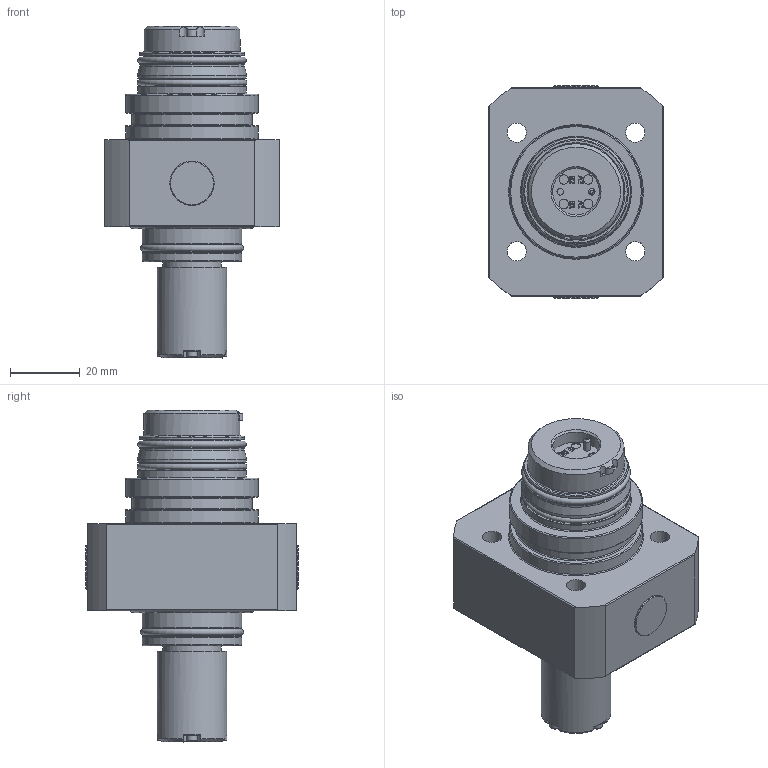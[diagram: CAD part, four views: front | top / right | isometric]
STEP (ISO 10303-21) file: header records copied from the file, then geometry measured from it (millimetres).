
FILE_DESCRIPTION(/* description */ (''),/* implementation_level */ '2;1');
FILE_NAME(/* name */ 'TrustLink API Optical FCR.stp',/* time_stamp */ '2015-11-11T14:06:42+01:00',/* author */ ('sh'),/* organization */ (''),/* preprocessor_version */ 'ST-DEVELOPER v15.2',/* originating_system */ 'Autodesk Inventor 2014',/* authorisation */ '');
FILE_SCHEMA (('AUTOMOTIVE_DESIGN { 1 0 10303 214 3 1 1 }'));
Length unit declared in the file: millimetre
Products named in the file (1): TrustLink API Optical FCR
Bounding box: 50 x 60.95 x 95.05 mm (x, y, z)
Volume: 112436.1 mm3; surface area: 20640.6 mm2
Topology: 1 solids, 1 shells, 319 faces, 796 edges, 517 vertices
Faces by surface type: plane 144, bspline 80, cylinder 54, torus 30, cone 11
Full cylindrical faces by diameter (mm): 1.9 x2, 2.7 x4, 3 x4, 5.5 x4, 12.7 x2, 13.35 x1, 16.8 x1, 20 x1, 26.1 x2, 27.5 x1, 27.6 x2, 28.52 x2, 28.9 x2, 30 x2, 31.2 x2, 34.5 x1, 38 x2
Entity records: 12686 total; most frequent: CARTESIAN_POINT 5847, ORIENTED_EDGE 1418, DIRECTION 1082, EDGE_CURVE 709, VERTEX_POINT 501, EDGE_LOOP 436, AXIS2_PLACEMENT_3D 380, LINE 322
